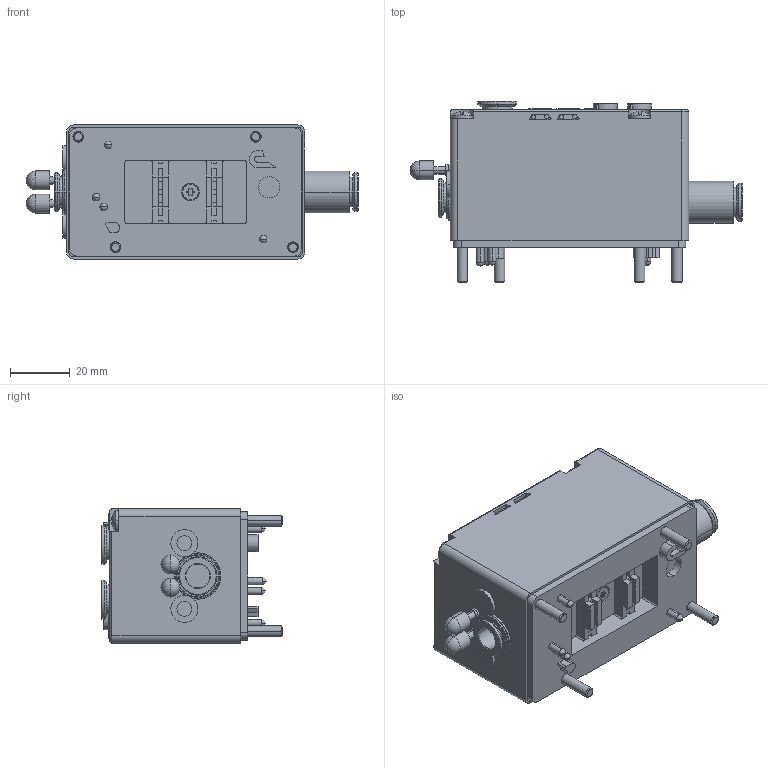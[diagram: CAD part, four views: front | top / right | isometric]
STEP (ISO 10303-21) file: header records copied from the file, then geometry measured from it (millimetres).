
FILE_DESCRIPTION((''),'2;1');
FILE_NAME('CAD-6786','2019-11-29T10:24:38',('creinig-se'),(''),'CREO PARAMETRIC BY PTC INC, 2018420','CREO PARAMETRIC BY PTC INC, 2018420','');
FILE_SCHEMA(('CONFIG_CONTROL_DESIGN','SHAPE_APPEARANCE_LAYERS_GROUPS'));
Length unit declared in the file: millimetre
Products named in the file (1): CAD-6786
Bounding box: 111.35 x 60.9 x 45 mm (x, y, z)
Volume: 159653.2 mm3; surface area: 34602.5 mm2
Topology: 1 solids, 1 shells, 872 faces, 2334 edges, 1502 vertices
Faces by surface type: plane 464, cylinder 286, cone 74, sphere 16, torus 16, bspline 16
Entity records: 37444 total; most frequent: CARTESIAN_POINT 5256, DIRECTION 4778, ORIENTED_EDGE 4604, PRESENTATION_STYLE_ASSIGNMENT 2545, STYLED_ITEM 2305, CURVE_STYLE 2303, EDGE_CURVE 2302, AXIS2_PLACEMENT_3D 1649
